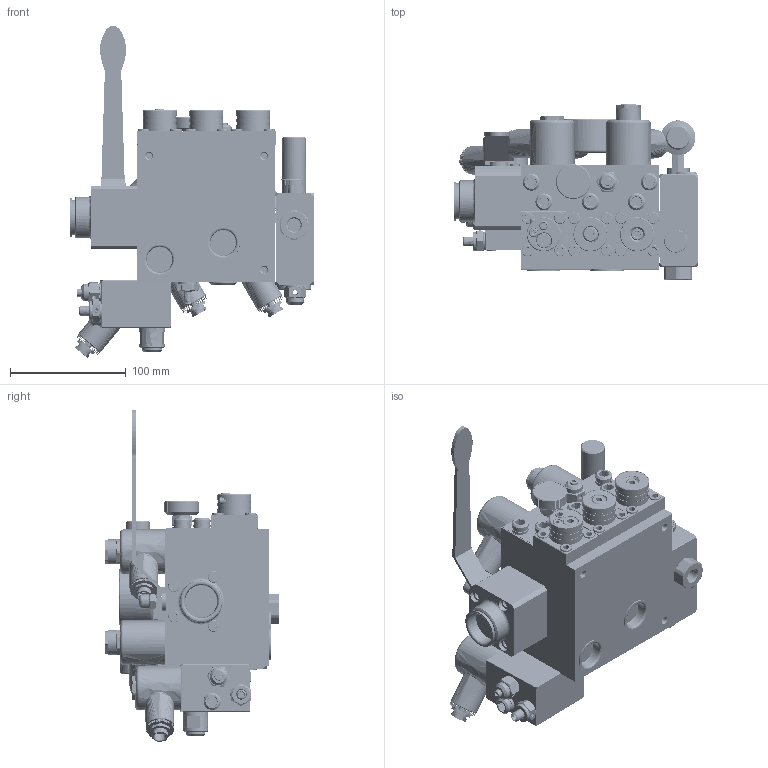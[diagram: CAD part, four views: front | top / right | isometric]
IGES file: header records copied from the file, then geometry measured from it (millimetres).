
Start section: SolidWorks IGES file using NURBS representation for surfaces
Global section: file name: EV100 3_4.IGS; native system: SolidWorks 2009; preprocessor: SolidWorks 2009; author: P.Mehta; date: 090305.084940; units: millimetre
Bounding box: 210.3 x 151.4 x 287.28 mm (x, y, z)
Surface area: 254614.5 mm2 (no closed solid volume)
Topology: 0 solids, 0 shells, 1952 faces, 29559 edges, 29551 vertices
Faces by surface type: bspline 1952
